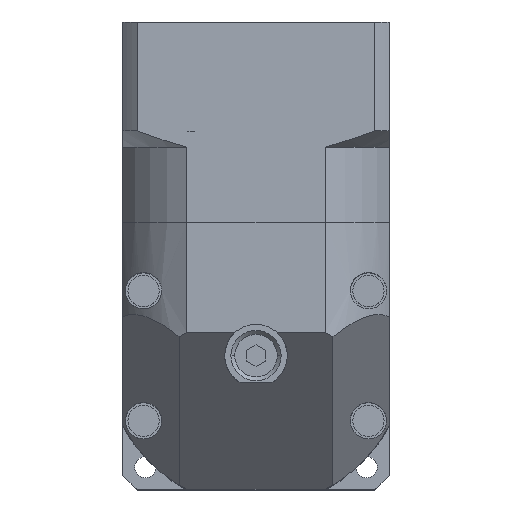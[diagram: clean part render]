
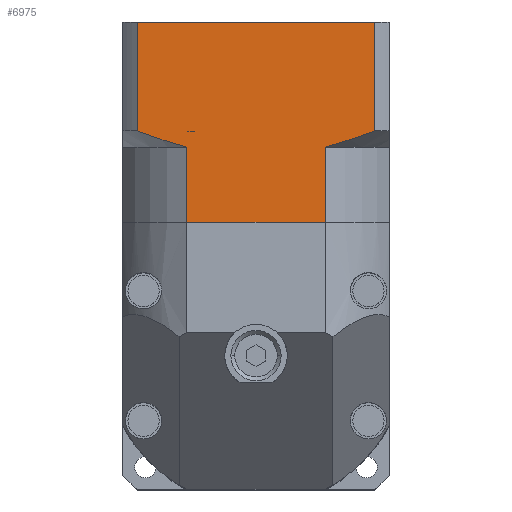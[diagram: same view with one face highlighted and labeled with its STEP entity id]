
A CAD part, top view. The second image highlights one B-rep face of the part: STEP entity #6975.
In plain terms, the highlighted face is planar.
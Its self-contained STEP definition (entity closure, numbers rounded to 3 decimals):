
#50 = B_SPLINE_CURVE_WITH_KNOTS ( 'NONE', 3,
 ( #5119, #7038, #11848, #8441, #263, #6041, #1245, #6991, #3393, #10126, #9143, #12021, #8188 ),
 .UNSPECIFIED., .F., .F.,
 ( 4, 1, 1, 1, 1, 1, 2, 2, 4 ),
 ( 0., 0.25, 0.375, 0.437, 0.469, 0.484, 0.492, 0.5, 1. ),
 .UNSPECIFIED. ) ;
#151 = ORIENTED_EDGE ( 'NONE', *, *, #9739, .T. ) ;
#263 = CARTESIAN_POINT ( 'NONE',  ( -15.572, -21.3, 13.377 ) ) ;
#644 = EDGE_CURVE ( 'NONE', #9831, #8512, #1821, .T. ) ;
#669 = DIRECTION ( 'NONE',  ( 1., 0., 0. ) ) ;
#918 = CARTESIAN_POINT ( 'NONE',  ( 14.433, -21.3, 12.998 ) ) ;
#938 = EDGE_CURVE ( 'NONE', #1478, #1408, #9033, .T. ) ;
#1245 = CARTESIAN_POINT ( 'NONE',  ( -15.16, -21.3, 13.238 ) ) ;
#1250 = DIRECTION ( 'NONE',  ( 0., 0., -1. ) ) ;
#1408 = VERTEX_POINT ( 'NONE', #1889 ) ;
#1478 = VERTEX_POINT ( 'NONE', #3158 ) ;
#1537 = VECTOR ( 'NONE', #3425, 1000. ) ;
#1566 = ORIENTED_EDGE ( 'NONE', *, *, #644, .T. ) ;
#1821 = LINE ( 'NONE', #9018, #1537 ) ;
#1837 = CARTESIAN_POINT ( 'NONE',  ( 11.059, -21.3, 12. ) ) ;
#1881 = CARTESIAN_POINT ( 'NONE',  ( 14.883, -21.3, 13.146 ) ) ;
#1889 = CARTESIAN_POINT ( 'NONE',  ( -18.936, -21.3, 14.598 ) ) ;
#2455 = ORIENTED_EDGE ( 'NONE', *, *, #11620, .F. ) ;
#2556 = VECTOR ( 'NONE', #669, 1000. ) ;
#2720 = EDGE_LOOP ( 'NONE', ( #3457, #4115, #1566, #151, #6718, #2455, #6246, #10929 ) ) ;
#2865 = CARTESIAN_POINT ( 'NONE',  ( 14.99, -21.3, 13.181 ) ) ;
#3155 = CARTESIAN_POINT ( 'NONE',  ( 11.059, -21.3, 0. ) ) ;
#3158 = CARTESIAN_POINT ( 'NONE',  ( -18.936, -21.3, 32. ) ) ;
#3214 = CARTESIAN_POINT ( 'NONE',  ( 11.059, -21.3, 12. ) ) ;
#3393 = CARTESIAN_POINT ( 'NONE',  ( -15.062, -21.3, 13.205 ) ) ;
#3425 = DIRECTION ( 'NONE',  ( 1., 0., 0. ) ) ;
#3457 = ORIENTED_EDGE ( 'NONE', *, *, #3608, .T. ) ;
#3608 = EDGE_CURVE ( 'NONE', #1408, #7894, #50, .T. ) ;
#3780 = DIRECTION ( 'NONE',  ( 1., 0., 0. ) ) ;
#3818 = CARTESIAN_POINT ( 'NONE',  ( 15.024, -21.3, 13.192 ) ) ;
#4115 = ORIENTED_EDGE ( 'NONE', *, *, #5628, .T. ) ;
#4206 = CARTESIAN_POINT ( 'NONE',  ( 18.936, -21.3, 32. ) ) ;
#4752 = CARTESIAN_POINT ( 'NONE',  ( 11.694, -21.3, 12.169 ) ) ;
#4798 = CARTESIAN_POINT ( 'NONE',  ( 17.577, -21.3, 14.077 ) ) ;
#5119 = CARTESIAN_POINT ( 'NONE',  ( -18.936, -21.3, 14.598 ) ) ;
#5187 = DIRECTION ( 'NONE',  ( 0., 0., -1. ) ) ;
#5382 = LINE ( 'NONE', #6748, #10194 ) ;
#5567 = LINE ( 'NONE', #4206, #10069 ) ;
#5628 = EDGE_CURVE ( 'NONE', #7894, #9831, #5382, .T. ) ;
#5651 = VERTEX_POINT ( 'NONE', #3214 ) ;
#6017 = DIRECTION ( 'NONE',  ( 0., 0., 1. ) ) ;
#6041 = CARTESIAN_POINT ( 'NONE',  ( -15.297, -21.3, 13.284 ) ) ;
#6246 = ORIENTED_EDGE ( 'NONE', *, *, #11838, .F. ) ;
#6260 = CARTESIAN_POINT ( 'NONE',  ( -18.936, -21.3, 32. ) ) ;
#6680 = CARTESIAN_POINT ( 'NONE',  ( 13.838, -21.3, 12.807 ) ) ;
#6718 = ORIENTED_EDGE ( 'NONE', *, *, #6985, .T. ) ;
#6748 = CARTESIAN_POINT ( 'NONE',  ( -11.059, -21.3, 0. ) ) ;
#6820 = B_SPLINE_CURVE_WITH_KNOTS ( 'NONE', 3,
 ( #1837, #4752, #12448, #6680, #918, #7661, #1881, #8615, #2865, #9581, #3818, #10563, #4798, #11535 ),
 .UNSPECIFIED., .F., .F.,
 ( 4, 1, 1, 1, 1, 1, 1, 2, 2, 4 ),
 ( 0., 0.25, 0.375, 0.437, 0.469, 0.484, 0.492, 0.496, 0.5, 1. ),
 .UNSPECIFIED. ) ;
#6975 = ADVANCED_FACE ( 'NONE', ( #8639 ), #8577, .F. ) ;
#6985 = EDGE_CURVE ( 'NONE', #5651, #8256, #6820, .T. ) ;
#6991 = CARTESIAN_POINT ( 'NONE',  ( -15.101, -21.3, 13.218 ) ) ;
#7038 = CARTESIAN_POINT ( 'NONE',  ( -18.255, -21.3, 14.337 ) ) ;
#7084 = DIRECTION ( 'NONE',  ( 0., 0., -1. ) ) ;
#7090 = VECTOR ( 'NONE', #6017, 1000. ) ;
#7102 = CARTESIAN_POINT ( 'NONE',  ( -11.059, -21.3, 0. ) ) ;
#7285 = CARTESIAN_POINT ( 'NONE',  ( -18.936, -21.3, 32. ) ) ;
#7295 = CARTESIAN_POINT ( 'NONE',  ( -11.059, -21.3, 12. ) ) ;
#7400 = LINE ( 'NONE', #3155, #7090 ) ;
#7661 = CARTESIAN_POINT ( 'NONE',  ( 14.732, -21.3, 13.096 ) ) ;
#7894 = VERTEX_POINT ( 'NONE', #7295 ) ;
#8188 = CARTESIAN_POINT ( 'NONE',  ( -11.059, -21.3, 12. ) ) ;
#8256 = VERTEX_POINT ( 'NONE', #10277 ) ;
#8269 = LINE ( 'NONE', #8374, #2556 ) ;
#8374 = CARTESIAN_POINT ( 'NONE',  ( -18.936, -21.3, 32. ) ) ;
#8441 = CARTESIAN_POINT ( 'NONE',  ( -16.126, -21.3, 13.567 ) ) ;
#8512 = VERTEX_POINT ( 'NONE', #9699 ) ;
#8577 = PLANE ( 'NONE',  #12079 ) ;
#8615 = CARTESIAN_POINT ( 'NONE',  ( 14.958, -21.3, 13.171 ) ) ;
#8639 = FACE_OUTER_BOUND ( 'NONE', #2720, .T. ) ;
#9018 = CARTESIAN_POINT ( 'NONE',  ( -18.936, -21.3, 0. ) ) ;
#9033 = LINE ( 'NONE', #6260, #11314 ) ;
#9143 = CARTESIAN_POINT ( 'NONE',  ( -13.648, -21.3, 12.734 ) ) ;
#9364 = VERTEX_POINT ( 'NONE', #10177 ) ;
#9535 = DIRECTION ( 'NONE',  ( 0., 1., 0. ) ) ;
#9581 = CARTESIAN_POINT ( 'NONE',  ( 15.012, -21.3, 13.188 ) ) ;
#9699 = CARTESIAN_POINT ( 'NONE',  ( 11.059, -21.3, 0. ) ) ;
#9739 = EDGE_CURVE ( 'NONE', #8512, #5651, #7400, .T. ) ;
#9831 = VERTEX_POINT ( 'NONE', #7102 ) ;
#10069 = VECTOR ( 'NONE', #5187, 1000. ) ;
#10126 = CARTESIAN_POINT ( 'NONE',  ( -15.045, -21.3, 13.199 ) ) ;
#10177 = CARTESIAN_POINT ( 'NONE',  ( 18.936, -21.3, 32. ) ) ;
#10194 = VECTOR ( 'NONE', #7084, 1000. ) ;
#10277 = CARTESIAN_POINT ( 'NONE',  ( 18.936, -21.3, 14.598 ) ) ;
#10563 = CARTESIAN_POINT ( 'NONE',  ( 16.276, -21.3, 13.609 ) ) ;
#10929 = ORIENTED_EDGE ( 'NONE', *, *, #938, .T. ) ;
#11314 = VECTOR ( 'NONE', #1250, 1000. ) ;
#11535 = CARTESIAN_POINT ( 'NONE',  ( 18.936, -21.3, 14.598 ) ) ;
#11620 = EDGE_CURVE ( 'NONE', #9364, #8256, #5567, .T. ) ;
#11838 = EDGE_CURVE ( 'NONE', #1478, #9364, #8269, .T. ) ;
#11848 = CARTESIAN_POINT ( 'NONE',  ( -17.255, -21.3, 13.965 ) ) ;
#12021 = CARTESIAN_POINT ( 'NONE',  ( -12.326, -21.3, 12.337 ) ) ;
#12079 = AXIS2_PLACEMENT_3D ( 'NONE', #7285, #9535, #3780 ) ;
#12448 = CARTESIAN_POINT ( 'NONE',  ( 12.667, -21.3, 12.445 ) ) ;
